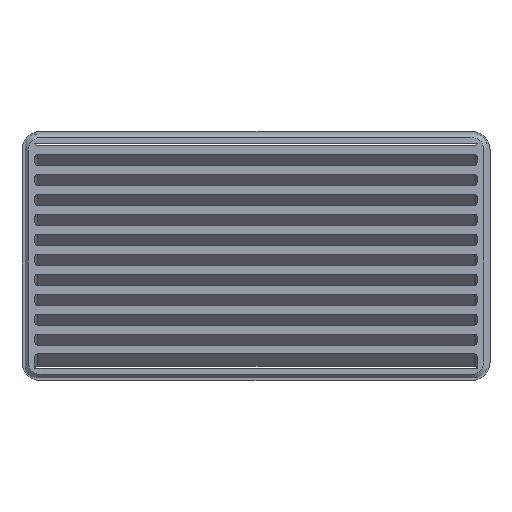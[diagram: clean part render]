
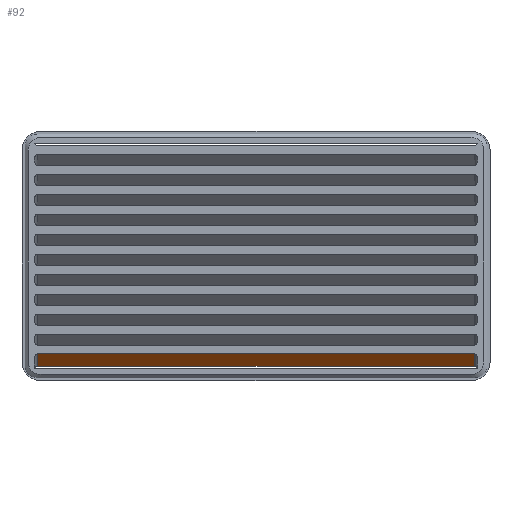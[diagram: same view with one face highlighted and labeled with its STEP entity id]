
A CAD part, top view. The second image highlights one B-rep face of the part: STEP entity #92.
In plain terms, the highlighted planar face has unit normal (0, -0.707, 0.707).
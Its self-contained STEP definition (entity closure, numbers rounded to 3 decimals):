
#92=ADVANCED_FACE('',(#527),#529,.T.);
#527=FACE_BOUND('',#528,.T.);
#528=EDGE_LOOP('',(#3156,#3157,#3158,#3159,#3160,#3161));
#529=PLANE('',#530);
#530=AXIS2_PLACEMENT_3D('',#531,#532,#533);
#531=CARTESIAN_POINT('',(-35.5,-15.707,2.));
#532=DIRECTION('',(0.,-0.707,0.707));
#533=DIRECTION('',(0.,-0.707,-0.707));
#3156=ORIENTED_EDGE('',*,*,#3772,.T.);
#3157=ORIENTED_EDGE('',*,*,#3773,.T.);
#3158=ORIENTED_EDGE('',*,*,#3555,.F.);
#3159=ORIENTED_EDGE('',*,*,#3774,.T.);
#3160=ORIENTED_EDGE('',*,*,#3775,.T.);
#3161=ORIENTED_EDGE('',*,*,#3651,.T.);
#3555=EDGE_CURVE('',#3967,#3959,#3969,.T.);
#3651=EDGE_CURVE('',#4161,#4158,#4162,.T.);
#3772=EDGE_CURVE('',#4158,#4322,#4323,.F.);
#3773=EDGE_CURVE('',#4322,#3959,#4324,.F.);
#3774=EDGE_CURVE('',#3967,#4325,#4326,.F.);
#3775=EDGE_CURVE('',#4325,#4161,#4327,.F.);
#3959=VERTEX_POINT('',#4793);
#3967=VERTEX_POINT('',#4810);
#3969=LINE('',#4815,#4816);
#4158=VERTEX_POINT('',#5240);
#4161=VERTEX_POINT('',#5300);
#4162=LINE('',#5301,#5302);
#4322=VERTEX_POINT('',#5774);
#4323=LINE('',#5775,#5776);
#4324=LINE('',#5778,#5779);
#4325=VERTEX_POINT('',#5781);
#4326=LINE('',#5782,#5783);
#4327=LINE('',#5785,#5786);
#4793=CARTESIAN_POINT('',(35.,-15.707,2.));
#4810=CARTESIAN_POINT('',(-35.,-15.707,2.));
#4815=CARTESIAN_POINT('',(-35.,-15.707,2.));
#4816=VECTOR('',#4817,1.);
#4817=DIRECTION('',(1.,0.,0.));
#5240=CARTESIAN_POINT('',(35.004,-17.707,0.));
#5300=CARTESIAN_POINT('',(-35.004,-17.707,0.));
#5301=CARTESIAN_POINT('',(-35.004,-17.707,0.));
#5302=VECTOR('',#5303,1.);
#5303=DIRECTION('',(1.,0.,0.));
#5774=CARTESIAN_POINT('',(35.,-17.646,0.061));
#5775=CARTESIAN_POINT('',(35.,-17.646,0.061));
#5776=VECTOR('',#5777,1.);
#5777=DIRECTION('',(0.043,-0.706,-0.706));
#5778=CARTESIAN_POINT('',(35.,-15.707,2.));
#5779=VECTOR('',#5780,1.);
#5780=DIRECTION('',(0.,-0.707,-0.707));
#5781=CARTESIAN_POINT('',(-35.,-17.646,0.061));
#5782=CARTESIAN_POINT('',(-35.,-17.646,0.061));
#5783=VECTOR('',#5784,1.);
#5784=DIRECTION('',(0.,0.707,0.707));
#5785=CARTESIAN_POINT('',(-35.004,-17.707,0.));
#5786=VECTOR('',#5787,1.);
#5787=DIRECTION('',(0.043,0.706,0.706));
